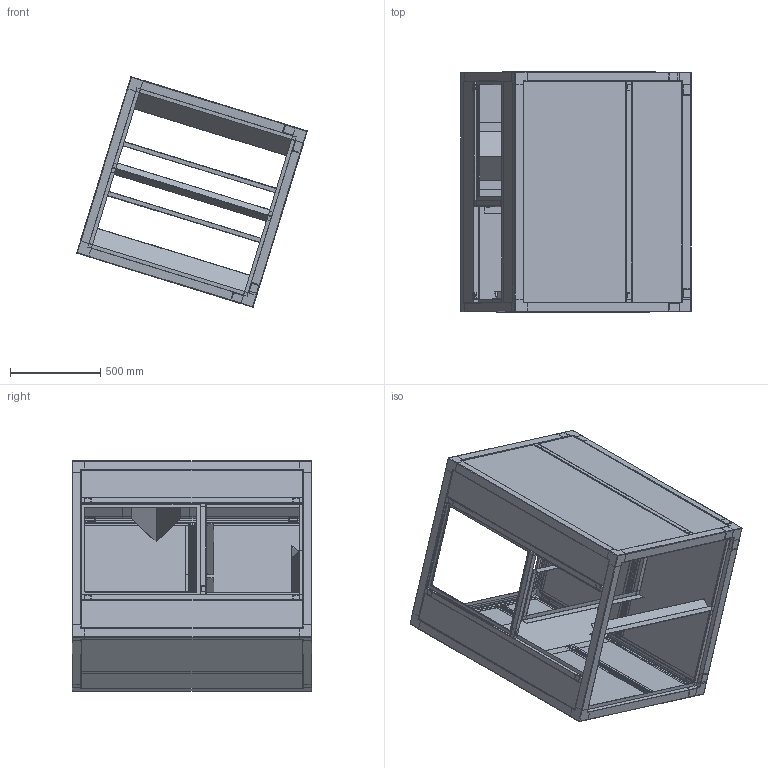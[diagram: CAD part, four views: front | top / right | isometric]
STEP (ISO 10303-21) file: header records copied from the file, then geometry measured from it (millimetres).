
FILE_DESCRIPTION (( 'STEP AP203' ), '1' );
FILE_NAME ('Gr.1_GFB Gehäuse.STEP', '2020-03-05T12:49:31', ( '' ), ( '' ), 'SwSTEP 2.0', 'SolidWorks 2019', '' );
FILE_SCHEMA (( 'CONFIG_CONTROL_DESIGN' ));
Products named in the file (1): Gr.1_GFB Gehäuse
Bounding box: 1273.53 x 1325 x 1273.53 mm (x, y, z)
Volume: 42310233.6 mm3; surface area: 22830427.6 mm2
Topology: 25 solids, 25 shells, 2894 faces, 7683 edges, 4718 vertices
Faces by surface type: plane 1934, cylinder 644, cone 127, bspline 126, torus 63
Entity records: 93338 total; most frequent: CARTESIAN_POINT 22832, ORIENTED_EDGE 15306, DIRECTION 13812, EDGE_CURVE 7653, VECTOR 5690, LINE 5690, VERTEX_POINT 4718, AXIS2_PLACEMENT_3D 4061
